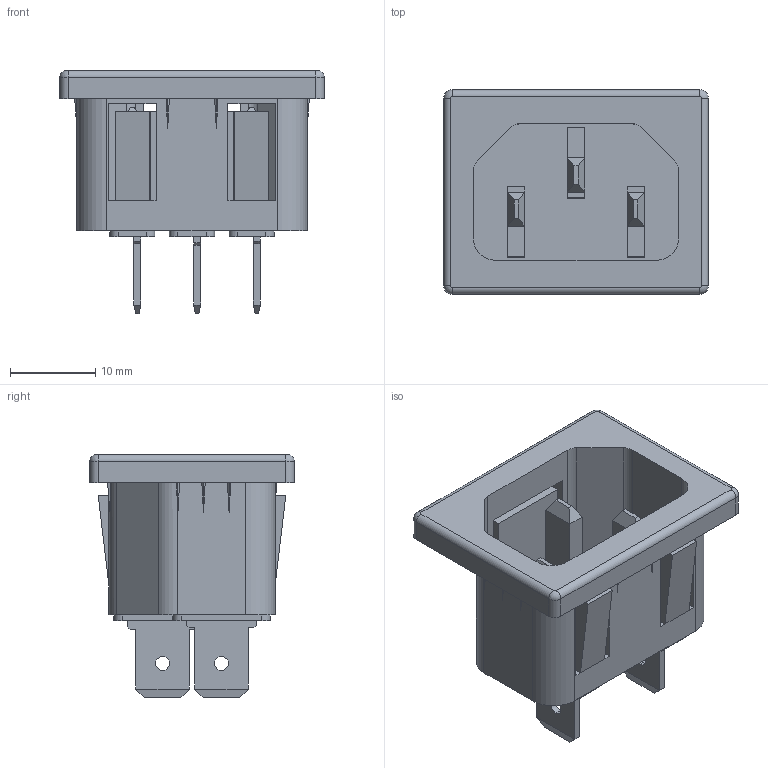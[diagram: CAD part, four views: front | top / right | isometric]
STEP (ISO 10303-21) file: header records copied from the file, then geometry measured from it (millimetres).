
FILE_DESCRIPTION (( 'STEP AP214' ), '1' );
FILE_NAME ('701W.STEP', '2014-02-07T01:12:26', ( 'USER' ), ( 'NONE' ), 'SwSTEP 2.0', 'SolidWorks 2010', '' );
FILE_SCHEMA (( 'AUTOMOTIVE_DESIGN' ));
Length unit declared in the file: millimetre
Products named in the file (4): SS120-3.0D; SS7B-002-6.3; SS7B-001-6.3; 701W
Assembly tree (4 placements, depth 2):
  701W
    SS7B-002-6.3  x2
    SS7B-001-6.3
    SS120-3.0D
Bounding box: 31 x 24 x 28.5 mm (x, y, z)
Volume: 4307.2 mm3; surface area: 5895 mm2
Topology: 4 solids, 4 shells, 250 faces, 691 edges, 448 vertices
Faces by surface type: plane 202, cylinder 44, torus 4
Entity records: 7127 total; most frequent: CARTESIAN_POINT 1249, ORIENTED_EDGE 1218, DIRECTION 1153, EDGE_CURVE 609, LINE 505, VECTOR 505, VERTEX_POINT 396, AXIS2_PLACEMENT_3D 324
